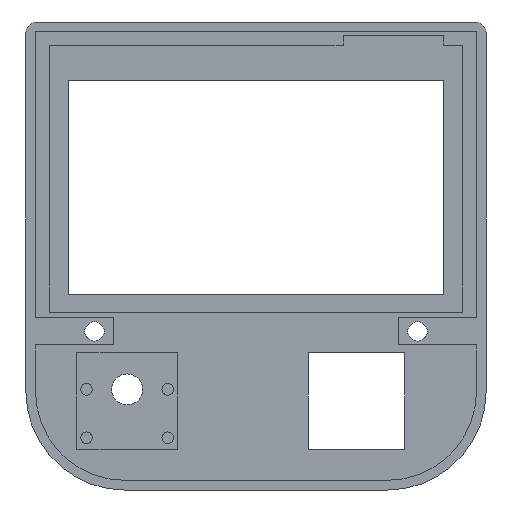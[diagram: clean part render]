
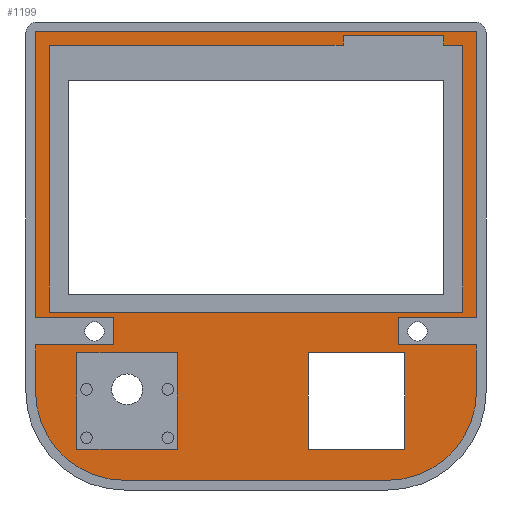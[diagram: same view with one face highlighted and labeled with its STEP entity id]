
A CAD part, front view. The second image highlights one B-rep face of the part: STEP entity #1199.
In plain terms, the highlighted planar face has unit normal (0, -1, 0).
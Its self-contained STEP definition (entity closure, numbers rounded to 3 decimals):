
#155=DIRECTION('',(0.,0.,1.));
#156=VECTOR('',#155,2.5);
#157=CARTESIAN_POINT('',(48.5,-3.,74.));
#158=LINE('',#157,#156);
#159=DIRECTION('',(-1.,0.,0.));
#160=VECTOR('',#159,26.);
#161=CARTESIAN_POINT('',(48.5,-3.,76.5));
#162=LINE('',#161,#160);
#163=DIRECTION('',(0.,0.,-1.));
#164=VECTOR('',#163,2.5);
#165=CARTESIAN_POINT('',(22.5,-3.,76.5));
#166=LINE('',#165,#164);
#167=DIRECTION('',(-1.,0.,0.));
#168=VECTOR('',#167,76.);
#169=CARTESIAN_POINT('',(22.5,-3.,74.));
#170=LINE('',#169,#168);
#171=DIRECTION('',(0.,0.,-1.));
#172=VECTOR('',#171,69.);
#173=CARTESIAN_POINT('',(-53.5,-3.,74.));
#174=LINE('',#173,#172);
#175=DIRECTION('',(0.,0.,1.));
#176=VECTOR('',#175,69.);
#177=CARTESIAN_POINT('',(53.5,-3.,5.));
#178=LINE('',#177,#176);
#179=DIRECTION('',(-1.,0.,0.));
#180=VECTOR('',#179,5.);
#181=CARTESIAN_POINT('',(53.5,-3.,74.));
#182=LINE('',#181,#180);
#183=DIRECTION('',(1.,0.,0.));
#184=VECTOR('',#183,25.);
#185=CARTESIAN_POINT('',(13.495,-3.,-30.5));
#186=LINE('',#185,#184);
#187=DIRECTION('',(0.,0.,1.));
#188=VECTOR('',#187,25.);
#189=CARTESIAN_POINT('',(38.495,-3.,-30.5));
#190=LINE('',#189,#188);
#191=DIRECTION('',(-1.,0.,0.));
#192=VECTOR('',#191,25.);
#193=CARTESIAN_POINT('',(38.495,-3.,-5.5));
#194=LINE('',#193,#192);
#195=DIRECTION('',(0.,0.,-1.));
#196=VECTOR('',#195,25.);
#197=CARTESIAN_POINT('',(13.495,-3.,-5.5));
#198=LINE('',#197,#196);
#199=DIRECTION('',(0.,0.,1.));
#200=VECTOR('',#199,25.);
#201=CARTESIAN_POINT('',(-20.313,-3.,-30.5));
#202=LINE('',#201,#200);
#203=DIRECTION('',(-1.,0.,0.));
#204=VECTOR('',#203,26.);
#205=CARTESIAN_POINT('',(-20.313,-3.,-5.5));
#206=LINE('',#205,#204);
#207=DIRECTION('',(0.,0.,-1.));
#208=VECTOR('',#207,25.);
#209=CARTESIAN_POINT('',(-46.313,-3.,-5.5));
#210=LINE('',#209,#208);
#211=DIRECTION('',(1.,0.,0.));
#212=VECTOR('',#211,26.);
#213=CARTESIAN_POINT('',(-46.313,-3.,-30.5));
#214=LINE('',#213,#212);
#215=DIRECTION('',(-1.,0.,0.));
#216=VECTOR('',#215,68.);
#217=CARTESIAN_POINT('',(34.,-3.,-38.5));
#218=LINE('',#217,#216);
#219=CARTESIAN_POINT('',(-34.,-3.,-15.5));
#220=DIRECTION('',(0.,1.,0.));
#221=DIRECTION('',(0.,0.,-1.));
#222=AXIS2_PLACEMENT_3D('',#219,#220,#221);
#224=DIRECTION('',(0.,0.,1.));
#225=VECTOR('',#224,12.);
#226=CARTESIAN_POINT('',(-57.,-3.,-15.5));
#227=LINE('',#226,#225);
#228=DIRECTION('',(0.,0.,1.));
#229=VECTOR('',#228,7.);
#230=CARTESIAN_POINT('',(-36.75,-3.,-3.5));
#231=LINE('',#230,#229);
#232=DIRECTION('',(0.,0.,1.));
#233=VECTOR('',#232,74.);
#234=CARTESIAN_POINT('',(-57.,-3.,3.5));
#235=LINE('',#234,#233);
#236=DIRECTION('',(0.,0.,-1.));
#237=VECTOR('',#236,7.);
#238=CARTESIAN_POINT('',(36.75,-3.,3.5));
#239=LINE('',#238,#237);
#240=DIRECTION('',(0.,0.,-1.));
#241=VECTOR('',#240,12.);
#242=CARTESIAN_POINT('',(57.,-3.,-3.5));
#243=LINE('',#242,#241);
#244=CARTESIAN_POINT('',(34.,-3.,-15.5));
#245=DIRECTION('',(0.,1.,0.));
#246=DIRECTION('',(1.,0.,0.));
#247=AXIS2_PLACEMENT_3D('',#244,#245,#246);
#265=DIRECTION('',(-1.,0.,0.));
#266=VECTOR('',#265,107.);
#267=CARTESIAN_POINT('',(53.5,-3.,5.));
#268=LINE('',#267,#266);
#483=DIRECTION('',(-1.,0.,0.));
#484=VECTOR('',#483,20.25);
#485=CARTESIAN_POINT('',(57.,-3.,-3.5));
#486=LINE('',#485,#484);
#645=DIRECTION('',(-1.,0.,0.));
#646=VECTOR('',#645,20.25);
#647=CARTESIAN_POINT('',(-36.75,-3.,-3.5));
#648=LINE('',#647,#646);
#661=DIRECTION('',(1.,0.,0.));
#662=VECTOR('',#661,20.25);
#663=CARTESIAN_POINT('',(-57.,-3.,3.5));
#664=LINE('',#663,#662);
#673=DIRECTION('',(-1.,0.,0.));
#674=VECTOR('',#673,114.);
#675=CARTESIAN_POINT('',(57.,-3.,77.5));
#676=LINE('',#675,#674);
#689=DIRECTION('',(0.,0.,1.));
#690=VECTOR('',#689,74.);
#691=CARTESIAN_POINT('',(57.,-3.,3.5));
#692=LINE('',#691,#690);
#701=DIRECTION('',(1.,0.,0.));
#702=VECTOR('',#701,20.25);
#703=CARTESIAN_POINT('',(36.75,-3.,3.5));
#704=LINE('',#703,#702);
#713=CARTESIAN_POINT('',(53.5,-3.,5.));
#714=CARTESIAN_POINT('',(53.5,-3.,74.));
#715=VERTEX_POINT('',#713);
#716=VERTEX_POINT('',#714);
#717=CARTESIAN_POINT('',(-53.5,-3.,74.));
#718=CARTESIAN_POINT('',(-53.5,-3.,5.));
#719=VERTEX_POINT('',#717);
#720=VERTEX_POINT('',#718);
#749=CARTESIAN_POINT('',(48.5,-3.,74.));
#750=CARTESIAN_POINT('',(48.5,-3.,76.5));
#751=VERTEX_POINT('',#749);
#752=VERTEX_POINT('',#750);
#753=CARTESIAN_POINT('',(22.5,-3.,76.5));
#754=VERTEX_POINT('',#753);
#755=CARTESIAN_POINT('',(22.5,-3.,74.));
#756=VERTEX_POINT('',#755);
#769=CARTESIAN_POINT('',(13.495,-3.,-30.5));
#770=CARTESIAN_POINT('',(38.495,-3.,-30.5));
#771=VERTEX_POINT('',#769);
#772=VERTEX_POINT('',#770);
#773=CARTESIAN_POINT('',(38.495,-3.,-5.5));
#774=VERTEX_POINT('',#773);
#775=CARTESIAN_POINT('',(13.495,-3.,-5.5));
#776=VERTEX_POINT('',#775);
#805=CARTESIAN_POINT('',(-20.313,-3.,-30.5));
#806=CARTESIAN_POINT('',(-20.313,-3.,-5.5));
#807=VERTEX_POINT('',#805);
#808=VERTEX_POINT('',#806);
#809=CARTESIAN_POINT('',(-46.313,-3.,-5.5));
#810=VERTEX_POINT('',#809);
#811=CARTESIAN_POINT('',(-46.313,-3.,-30.5));
#812=VERTEX_POINT('',#811);
#861=CARTESIAN_POINT('',(36.75,-3.,3.5));
#862=CARTESIAN_POINT('',(36.75,-3.,-3.5));
#863=VERTEX_POINT('',#861);
#864=VERTEX_POINT('',#862);
#865=CARTESIAN_POINT('',(-36.75,-3.,-3.5));
#866=CARTESIAN_POINT('',(-36.75,-3.,3.5));
#867=VERTEX_POINT('',#865);
#868=VERTEX_POINT('',#866);
#869=CARTESIAN_POINT('',(-57.,-3.,3.5));
#870=CARTESIAN_POINT('',(-57.,-3.,77.5));
#871=VERTEX_POINT('',#869);
#872=VERTEX_POINT('',#870);
#873=CARTESIAN_POINT('',(57.,-3.,77.5));
#875=VERTEX_POINT('',#873);
#877=CARTESIAN_POINT('',(57.,-3.,3.5));
#879=VERTEX_POINT('',#877);
#881=CARTESIAN_POINT('',(57.,-3.,-3.5));
#883=VERTEX_POINT('',#881);
#885=CARTESIAN_POINT('',(-57.,-3.,-3.5));
#887=VERTEX_POINT('',#885);
#905=CARTESIAN_POINT('',(57.,-3.,-15.5));
#906=CARTESIAN_POINT('',(34.,-3.,-38.5));
#907=VERTEX_POINT('',#905);
#908=VERTEX_POINT('',#906);
#909=CARTESIAN_POINT('',(-34.,-3.,-38.5));
#910=CARTESIAN_POINT('',(-57.,-3.,-15.5));
#911=VERTEX_POINT('',#909);
#912=VERTEX_POINT('',#910);
#1129=CARTESIAN_POINT('',(0.,-3.,0.));
#1130=DIRECTION('',(0.,1.,0.));
#1131=DIRECTION('',(1.,0.,0.));
#1132=AXIS2_PLACEMENT_3D('',#1129,#1130,#1131);
#1133=PLANE('',#1132);
#1135=ORIENTED_EDGE('',*,*,#1134,.T.);
#1137=ORIENTED_EDGE('',*,*,#1136,.T.);
#1139=ORIENTED_EDGE('',*,*,#1138,.T.);
#1141=ORIENTED_EDGE('',*,*,#1140,.F.);
#1143=ORIENTED_EDGE('',*,*,#1142,.T.);
#1145=ORIENTED_EDGE('',*,*,#1144,.F.);
#1147=ORIENTED_EDGE('',*,*,#1146,.T.);
#1149=ORIENTED_EDGE('',*,*,#1148,.F.);
#1151=ORIENTED_EDGE('',*,*,#1150,.F.);
#1153=ORIENTED_EDGE('',*,*,#1152,.F.);
#1155=ORIENTED_EDGE('',*,*,#1154,.T.);
#1157=ORIENTED_EDGE('',*,*,#1156,.F.);
#1159=ORIENTED_EDGE('',*,*,#1158,.T.);
#1161=ORIENTED_EDGE('',*,*,#1160,.T.);
#1162=EDGE_LOOP('',(#1135,#1137,#1139,#1141,#1143,#1145,#1147,#1149,#1151,#1153,
#1155,#1157,#1159,#1161));
#1163=FACE_OUTER_BOUND('',#1162,.F.);
#1165=ORIENTED_EDGE('',*,*,#1164,.T.);
#1167=ORIENTED_EDGE('',*,*,#1166,.T.);
#1169=ORIENTED_EDGE('',*,*,#1168,.T.);
#1171=ORIENTED_EDGE('',*,*,#1170,.T.);
#1172=EDGE_LOOP('',(#1165,#1167,#1169,#1171));
#1173=FACE_BOUND('',#1172,.F.);
#1175=ORIENTED_EDGE('',*,*,#1174,.T.);
#1177=ORIENTED_EDGE('',*,*,#1176,.T.);
#1179=ORIENTED_EDGE('',*,*,#1178,.T.);
#1181=ORIENTED_EDGE('',*,*,#1180,.T.);
#1182=EDGE_LOOP('',(#1175,#1177,#1179,#1181));
#1183=FACE_BOUND('',#1182,.F.);
#1184=ORIENTED_EDGE('',*,*,#1120,.T.);
#1186=ORIENTED_EDGE('',*,*,#1185,.T.);
#1188=ORIENTED_EDGE('',*,*,#1187,.T.);
#1189=ORIENTED_EDGE('',*,*,#1110,.T.);
#1191=ORIENTED_EDGE('',*,*,#1190,.T.);
#1193=ORIENTED_EDGE('',*,*,#1192,.F.);
#1195=ORIENTED_EDGE('',*,*,#1194,.T.);
#1196=ORIENTED_EDGE('',*,*,#1092,.T.);
#1197=EDGE_LOOP('',(#1184,#1186,#1188,#1189,#1191,#1193,#1195,#1196));
#1198=FACE_BOUND('',#1197,.F.);
#1199=ADVANCED_FACE('',(#1163,#1173,#1183,#1198),#1133,.F.);
#223=CIRCLE('',#222,23.);
#248=CIRCLE('',#247,23.);
#1092=EDGE_CURVE('',#716,#751,#182,.T.);
#1110=EDGE_CURVE('',#756,#719,#170,.T.);
#1120=EDGE_CURVE('',#751,#752,#158,.T.);
#1134=EDGE_CURVE('',#908,#911,#218,.T.);
#1136=EDGE_CURVE('',#911,#912,#223,.T.);
#1138=EDGE_CURVE('',#912,#887,#227,.T.);
#1140=EDGE_CURVE('',#867,#887,#648,.T.);
#1142=EDGE_CURVE('',#867,#868,#231,.T.);
#1144=EDGE_CURVE('',#871,#868,#664,.T.);
#1146=EDGE_CURVE('',#871,#872,#235,.T.);
#1148=EDGE_CURVE('',#875,#872,#676,.T.);
#1150=EDGE_CURVE('',#879,#875,#692,.T.);
#1152=EDGE_CURVE('',#863,#879,#704,.T.);
#1154=EDGE_CURVE('',#863,#864,#239,.T.);
#1156=EDGE_CURVE('',#883,#864,#486,.T.);
#1158=EDGE_CURVE('',#883,#907,#243,.T.);
#1160=EDGE_CURVE('',#907,#908,#248,.T.);
#1164=EDGE_CURVE('',#771,#772,#186,.T.);
#1166=EDGE_CURVE('',#772,#774,#190,.T.);
#1168=EDGE_CURVE('',#774,#776,#194,.T.);
#1170=EDGE_CURVE('',#776,#771,#198,.T.);
#1174=EDGE_CURVE('',#807,#808,#202,.T.);
#1176=EDGE_CURVE('',#808,#810,#206,.T.);
#1178=EDGE_CURVE('',#810,#812,#210,.T.);
#1180=EDGE_CURVE('',#812,#807,#214,.T.);
#1185=EDGE_CURVE('',#752,#754,#162,.T.);
#1187=EDGE_CURVE('',#754,#756,#166,.T.);
#1190=EDGE_CURVE('',#719,#720,#174,.T.);
#1192=EDGE_CURVE('',#715,#720,#268,.T.);
#1194=EDGE_CURVE('',#715,#716,#178,.T.);
